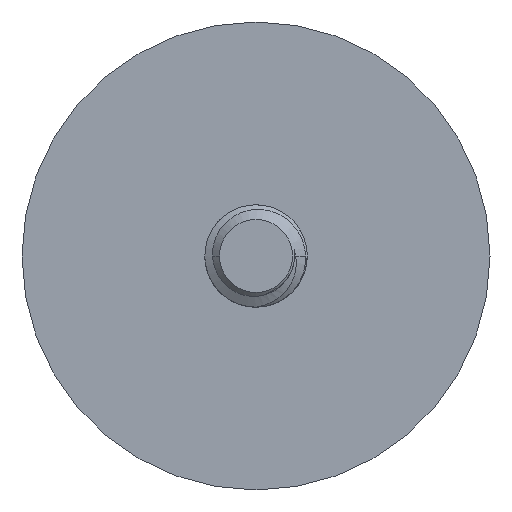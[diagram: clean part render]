
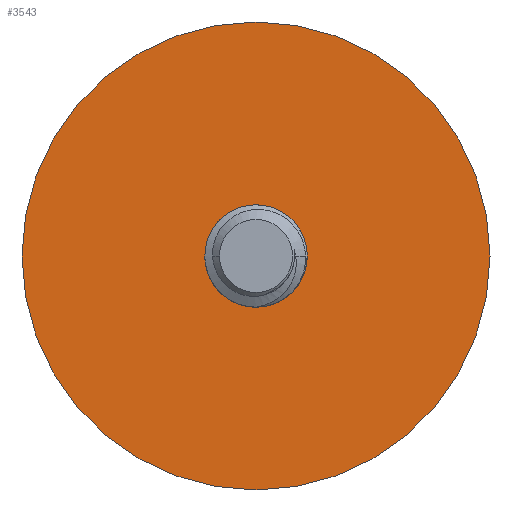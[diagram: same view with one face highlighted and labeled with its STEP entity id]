
A CAD part, front view. The second image highlights one B-rep face of the part: STEP entity #3543.
In plain terms, the highlighted planar face has unit normal (0, -1, 0).
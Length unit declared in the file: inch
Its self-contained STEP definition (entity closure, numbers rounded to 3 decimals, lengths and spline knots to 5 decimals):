
#68 = CARTESIAN_POINT ( 'NONE',  ( 0.07613, 0., -0.03151 ) ) ;
#107 = CARTESIAN_POINT ( 'NONE',  ( 0.082, 0., -0.00812 ) ) ;
#122 = EDGE_LOOP ( 'NONE', ( #463, #690 ) ) ;
#237 = EDGE_CURVE ( 'NONE', #1726, #2028, #2650, .T. ) ;
#252 = DIRECTION ( 'NONE',  ( 1., 0., 0. ) ) ;
#306 = CARTESIAN_POINT ( 'NONE',  ( -0.05798, 0., -0.05798 ) ) ;
#319 = CIRCLE ( 'NONE', #1143, 0.082 ) ;
#324 = CARTESIAN_POINT ( 'NONE',  ( 0.06373, 0., -0.05222 ) ) ;
#463 = ORIENTED_EDGE ( 'NONE', *, *, #3007, .T. ) ;
#551 = DIRECTION ( 'NONE',  ( 0., -1., 0. ) ) ;
#604 = CARTESIAN_POINT ( 'NONE',  ( 0.082, 0., 0. ) ) ;
#622 = CARTESIAN_POINT ( 'NONE',  ( -0.02391, 0., -0.07885 ) ) ;
#690 = ORIENTED_EDGE ( 'NONE', *, *, #896, .T. ) ;
#694 = EDGE_CURVE ( 'NONE', #2028, #1491, #319, .T. ) ;
#782 = CARTESIAN_POINT ( 'NONE',  ( -0.05798, 0., -0.05798 ) ) ;
#838 = FACE_OUTER_BOUND ( 'NONE', #122, .T. ) ;
#882 = CARTESIAN_POINT ( 'NONE',  ( -0.03155, 0., -0.07612 ) ) ;
#896 = EDGE_CURVE ( 'NONE', #2262, #3553, #3027, .T. ) ;
#1029 = CARTESIAN_POINT ( 'NONE',  ( 0., 0., 0. ) ) ;
#1143 = AXIS2_PLACEMENT_3D ( 'NONE', #1029, #2146, #2702 ) ;
#1171 = CARTESIAN_POINT ( 'NONE',  ( 0.05823, 0., -0.05829 ) ) ;
#1172 = CARTESIAN_POINT ( 'NONE',  ( 0., 0., 0. ) ) ;
#1228 = CARTESIAN_POINT ( 'NONE',  ( 0.04584, 0., -0.06846 ) ) ;
#1354 = CARTESIAN_POINT ( 'NONE',  ( 0., 0., 0. ) ) ;
#1427 = CARTESIAN_POINT ( 'NONE',  ( 0.07266, 0., -0.03884 ) ) ;
#1435 = AXIS2_PLACEMENT_3D ( 'NONE', #1172, #551, #252 ) ;
#1491 = VERTEX_POINT ( 'NONE', #782 ) ;
#1604 = DIRECTION ( 'NONE',  ( 1., 0., 0. ) ) ;
#1622 = DIRECTION ( 'NONE',  ( 0., -1., 0. ) ) ;
#1659 = CARTESIAN_POINT ( 'NONE',  ( 0.375, 0., 0. ) ) ;
#1720 = CARTESIAN_POINT ( 'NONE',  ( -0.375, 0., 0. ) ) ;
#1726 = VERTEX_POINT ( 'NONE', #2521 ) ;
#1771 = ORIENTED_EDGE ( 'NONE', *, *, #2256, .F. ) ;
#1888 = DIRECTION ( 'NONE',  ( 1., 0., 0. ) ) ;
#2001 = CARTESIAN_POINT ( 'NONE',  ( 0.02398, 0., -0.07882 ) ) ;
#2028 = VERTEX_POINT ( 'NONE', #2439 ) ;
#2052 = ORIENTED_EDGE ( 'NONE', *, *, #694, .F. ) ;
#2146 = DIRECTION ( 'NONE',  ( 0., -1., 0. ) ) ;
#2156 = CARTESIAN_POINT ( 'NONE',  ( 0., 0., 0. ) ) ;
#2192 = FACE_BOUND ( 'NONE', #2965, .T. ) ;
#2240 = AXIS2_PLACEMENT_3D ( 'NONE', #1659, #1622, #3576 ) ;
#2256 = EDGE_CURVE ( 'NONE', #1491, #1726, #2387, .T. ) ;
#2262 = VERTEX_POINT ( 'NONE', #1720 ) ;
#2287 = CARTESIAN_POINT ( 'NONE',  ( 0.00004, 0., -0.08239 ) ) ;
#2360 = AXIS2_PLACEMENT_3D ( 'NONE', #2156, #3343, #1604 ) ;
#2387 = B_SPLINE_CURVE_WITH_KNOTS ( 'NONE', 3,
 ( #306, #3473, #3404, #882, #622, #3454, #2287, #2830, #2001, #3107, #1228, #1171, #324, #1427, #68, #3125, #107, #604 ),
 .UNSPECIFIED., .F., .F.,
 ( 4, 2, 2, 2, 2, 2, 2, 2, 4 ),
 ( 0., 0.00061, 0.00122, 0.00183, 0.00244, 0.00305, 0.00366, 0.00427, 0.00488 ),
 .UNSPECIFIED. ) ;
#2439 = CARTESIAN_POINT ( 'NONE',  ( -0.082, 0., 0. ) ) ;
#2446 = PLANE ( 'NONE',  #2240 ) ;
#2477 = ORIENTED_EDGE ( 'NONE', *, *, #237, .F. ) ;
#2485 = CARTESIAN_POINT ( 'NONE',  ( 0.375, 0., 0. ) ) ;
#2521 = CARTESIAN_POINT ( 'NONE',  ( 0.082, 0., 0. ) ) ;
#2650 = CIRCLE ( 'NONE', #2943, 0.082 ) ;
#2702 = DIRECTION ( 'NONE',  ( 1., 0., 0. ) ) ;
#2830 = CARTESIAN_POINT ( 'NONE',  ( 0.016, 0., -0.08082 ) ) ;
#2943 = AXIS2_PLACEMENT_3D ( 'NONE', #1354, #3033, #1888 ) ;
#2965 = EDGE_LOOP ( 'NONE', ( #2477, #1771, #2052 ) ) ;
#3007 = EDGE_CURVE ( 'NONE', #3553, #2262, #3598, .T. ) ;
#3027 = CIRCLE ( 'NONE', #1435, 0.375 ) ;
#3033 = DIRECTION ( 'NONE',  ( 0., -1., 0. ) ) ;
#3107 = CARTESIAN_POINT ( 'NONE',  ( 0.03879, 0., -0.07269 ) ) ;
#3125 = CARTESIAN_POINT ( 'NONE',  ( 0.08082, 0., -0.01605 ) ) ;
#3343 = DIRECTION ( 'NONE',  ( 0., -1., 0. ) ) ;
#3404 = CARTESIAN_POINT ( 'NONE',  ( -0.04579, 0., -0.0685 ) ) ;
#3454 = CARTESIAN_POINT ( 'NONE',  ( -0.00814, 0., -0.08199 ) ) ;
#3473 = CARTESIAN_POINT ( 'NONE',  ( -0.05224, 0., -0.06373 ) ) ;
#3543 = ADVANCED_FACE ( 'NONE', ( #838, #2192 ), #2446, .T. ) ;
#3553 = VERTEX_POINT ( 'NONE', #2485 ) ;
#3576 = DIRECTION ( 'NONE',  ( 1., 0., 0. ) ) ;
#3598 = CIRCLE ( 'NONE', #2360, 0.375 ) ;
